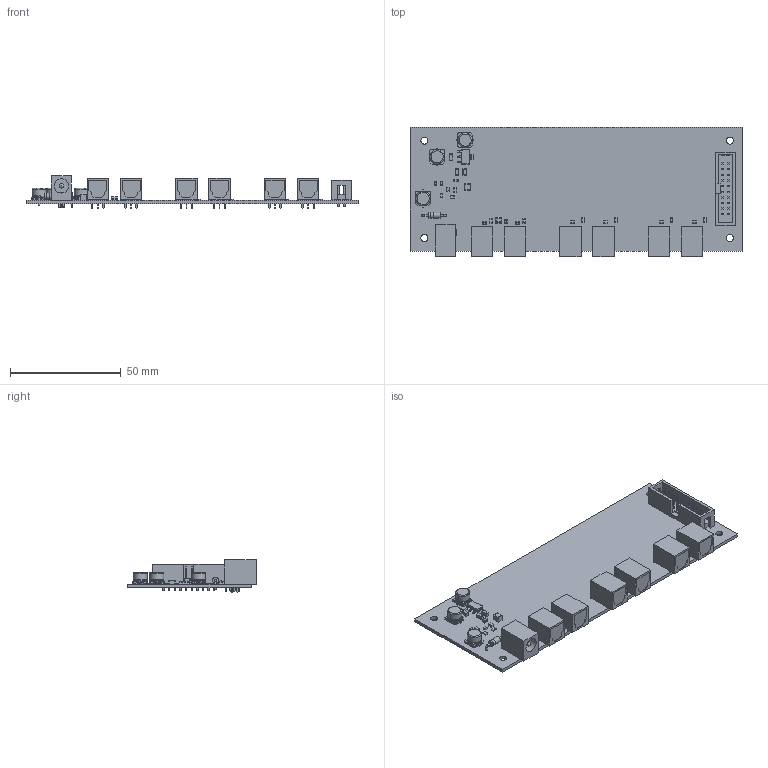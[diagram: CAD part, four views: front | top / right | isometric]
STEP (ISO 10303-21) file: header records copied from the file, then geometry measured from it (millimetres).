
FILE_DESCRIPTION(('KiCad electronic assembly'),'2;1');
FILE_NAME('supply-board.step','2025-11-03T20:37:50',('Pcbnew'),('Kicad') ,'Open CASCADE STEP processor 7.9','KiCad to STEP converter','Unknown' );
FILE_SCHEMA(('AUTOMOTIVE_DESIGN { 1 0 10303 214 1 1 1 1 }'));
Length unit declared in the file: millimetre
Products named in the file (15): supply-board 1; C_0805_2012Metric; C_Elec_6.3x5.4; SOT-23-6; C_1206_3216Metric; L_1210_3225Metric; R_0805_2012Metric; CUI_PJ002A; PLx237; SOT-223; L_0805_2012Metric; IDC-Header_2x10_P2.54mm_Vertical; SOT-563; D_DO-41_SOD81_P10.16mm_Horizontal; supply-board_PCB
Assembly tree (39 placements, depth 2):
  supply-board 1
    C_0805_2012Metric  x10
    C_Elec_6.3x5.4  x3
    SOT-23-6
    C_1206_3216Metric  x3
    L_1210_3225Metric
    R_0805_2012Metric  x7
    CUI_PJ002A
    PLx237  x6
    SOT-223
    L_0805_2012Metric  x2
    IDC-Header_2x10_P2.54mm_Vertical
    SOT-563
    D_DO-41_SOD81_P10.16mm_Horizontal
    supply-board_PCB
Bounding box: 150 x 58.4 x 14.55 mm (x, y, z)
Volume: 20212.1 mm3; surface area: 28851.3 mm2
Topology: 42 solids, 48 shells, 1984 faces, 4947 edges, 3183 vertices
Faces by surface type: plane 1517, cylinder 411, bspline 44, torus 8, revolution 3, sphere 1
Full cylindrical faces by diameter (mm): 0.02 x3, 0.25 x1, 0.8 x22, 1 x26, 1.1 x14, 1.2 x3, 2 x1, 2.7 x2, 2.72 x1, 3.2 x4, 6.3 x6, 6.5 x1
Entity records: 38809 total; most frequent: CARTESIAN_POINT 6694, ORIENTED_EDGE 5055, DIRECTION 4937, EDGE_CURVE 2528, LINE 2056, VECTOR 2056, VERTEX_POINT 1599, AXIS2_PLACEMENT_3D 1440
